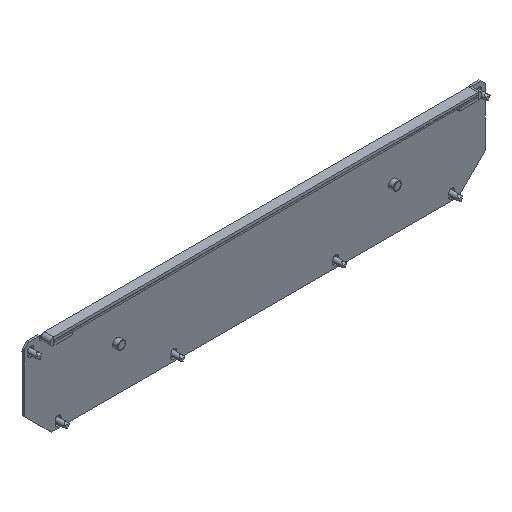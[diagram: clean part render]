
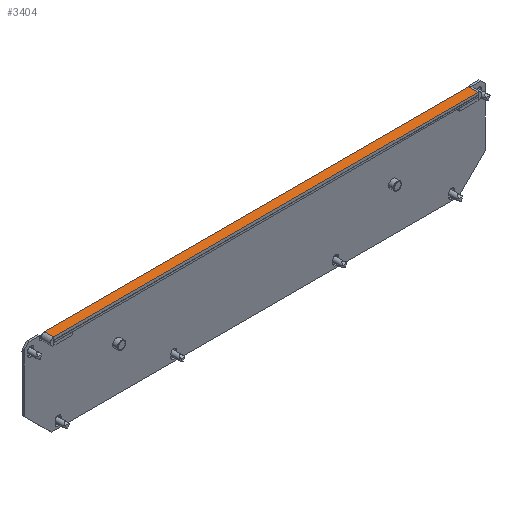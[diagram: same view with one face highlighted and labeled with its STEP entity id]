
A CAD part, isometric view. The second image highlights one B-rep face of the part: STEP entity #3404.
In plain terms, the highlighted face is planar.
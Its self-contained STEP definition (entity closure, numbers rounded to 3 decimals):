
#66 = DIRECTION ( 'NONE',  ( 0., 0., 1. ) ) ;
#481 = AXIS2_PLACEMENT_3D ( 'NONE', #1753, #1298, #4975 ) ;
#491 = VECTOR ( 'NONE', #2238, 1000. ) ;
#546 = VERTEX_POINT ( 'NONE', #4549 ) ;
#723 = CARTESIAN_POINT ( 'NONE',  ( -5., -3., -229. ) ) ;
#820 = ORIENTED_EDGE ( 'NONE', *, *, #5174, .F. ) ;
#893 = VECTOR ( 'NONE', #3182, 1000. ) ;
#1075 = EDGE_CURVE ( 'NONE', #2620, #4391, #1876, .T. ) ;
#1180 = CARTESIAN_POINT ( 'NONE',  ( -5., -3., -229. ) ) ;
#1219 = VECTOR ( 'NONE', #66, 1000. ) ;
#1270 = CARTESIAN_POINT ( 'NONE',  ( 5., -3., -229. ) ) ;
#1298 = DIRECTION ( 'NONE',  ( 0., -1., 0. ) ) ;
#1635 = ORIENTED_EDGE ( 'NONE', *, *, #4507, .T. ) ;
#1753 = CARTESIAN_POINT ( 'NONE',  ( -5., -3., -229. ) ) ;
#1876 = LINE ( 'NONE', #1270, #1219 ) ;
#1967 = EDGE_LOOP ( 'NONE', ( #820, #3803, #1635, #4823 ) ) ;
#2060 = DIRECTION ( 'NONE',  ( 1., 0., 0. ) ) ;
#2163 = CARTESIAN_POINT ( 'NONE',  ( 5., -3., -229. ) ) ;
#2185 = FACE_OUTER_BOUND ( 'NONE', #1967, .T. ) ;
#2238 = DIRECTION ( 'NONE',  ( 0., 0., 1. ) ) ;
#2302 = VERTEX_POINT ( 'NONE', #1180 ) ;
#2314 = CARTESIAN_POINT ( 'NONE',  ( 5., -3., 229. ) ) ;
#2493 = LINE ( 'NONE', #5235, #3238 ) ;
#2567 = LINE ( 'NONE', #723, #893 ) ;
#2620 = VERTEX_POINT ( 'NONE', #2163 ) ;
#3182 = DIRECTION ( 'NONE',  ( 1., 0., 0. ) ) ;
#3238 = VECTOR ( 'NONE', #2060, 1000. ) ;
#3404 = ADVANCED_FACE ( 'NONE', ( #2185 ), #4616, .T. ) ;
#3577 = EDGE_CURVE ( 'NONE', #2302, #546, #4852, .T. ) ;
#3803 = ORIENTED_EDGE ( 'NONE', *, *, #3577, .F. ) ;
#3814 = CARTESIAN_POINT ( 'NONE',  ( -5., -3., -229. ) ) ;
#4391 = VERTEX_POINT ( 'NONE', #2314 ) ;
#4507 = EDGE_CURVE ( 'NONE', #2302, #2620, #2567, .T. ) ;
#4549 = CARTESIAN_POINT ( 'NONE',  ( -5., -3., 229. ) ) ;
#4616 = PLANE ( 'NONE',  #481 ) ;
#4823 = ORIENTED_EDGE ( 'NONE', *, *, #1075, .T. ) ;
#4852 = LINE ( 'NONE', #3814, #491 ) ;
#4975 = DIRECTION ( 'NONE',  ( 1., 0., 0. ) ) ;
#5174 = EDGE_CURVE ( 'NONE', #546, #4391, #2493, .T. ) ;
#5235 = CARTESIAN_POINT ( 'NONE',  ( -5., -3., 229. ) ) ;
